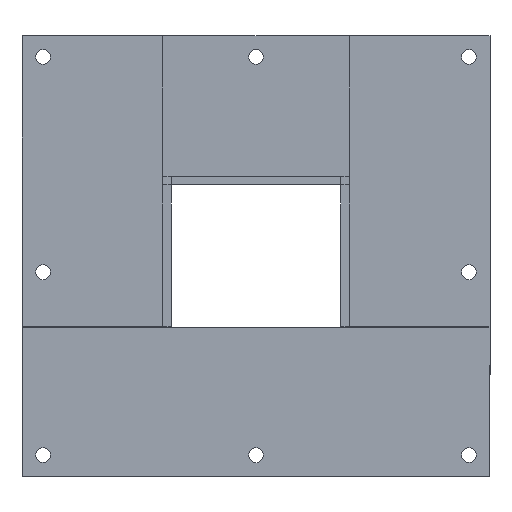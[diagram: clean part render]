
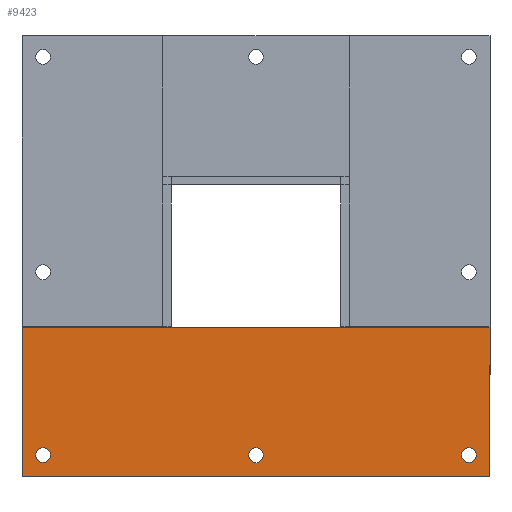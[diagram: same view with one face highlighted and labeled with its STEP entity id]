
A CAD part, left-side view. The second image highlights one B-rep face of the part: STEP entity #9423.
In plain terms, the highlighted planar face has unit normal (-1, 0, 0).
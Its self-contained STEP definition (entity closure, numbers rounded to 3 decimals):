
#735=LINE('',#15153,#1267);
#840=LINE('',#15643,#1372);
#841=LINE('',#15645,#1373);
#842=LINE('',#15647,#1374);
#843=LINE('',#15648,#1375);
#844=LINE('',#15649,#1376);
#1267=VECTOR('',#12329,10.);
#1372=VECTOR('',#12586,10.);
#1373=VECTOR('',#12587,10.);
#1374=VECTOR('',#12588,10.);
#1375=VECTOR('',#12589,10.);
#1376=VECTOR('',#12590,10.);
#1763=FACE_BOUND('',#2965,.T.);
#1764=FACE_BOUND('',#2966,.T.);
#1765=FACE_BOUND('',#2967,.T.);
#2251=FACE_OUTER_BOUND('',#2964,.T.);
#2964=EDGE_LOOP('',(#7323,#7324,#7325,#7326,#7327,#7328));
#2965=EDGE_LOOP('',(#7329));
#2966=EDGE_LOOP('',(#7330));
#2967=EDGE_LOOP('',(#7331));
#3494=CIRCLE('',#10406,5.25);
#3495=CIRCLE('',#10407,5.25);
#3496=CIRCLE('',#10408,5.25);
#4045=VERTEX_POINT('',#15126);
#4053=VERTEX_POINT('',#15146);
#4136=VERTEX_POINT('',#15641);
#4137=VERTEX_POINT('',#15642);
#4138=VERTEX_POINT('',#15644);
#4139=VERTEX_POINT('',#15646);
#4140=VERTEX_POINT('',#15650);
#4141=VERTEX_POINT('',#15652);
#4142=VERTEX_POINT('',#15654);
#5107=EDGE_CURVE('',#4045,#4053,#735,.F.);
#5242=EDGE_CURVE('',#4136,#4137,#840,.T.);
#5243=EDGE_CURVE('',#4138,#4136,#841,.T.);
#5244=EDGE_CURVE('',#4139,#4138,#842,.T.);
#5245=EDGE_CURVE('',#4045,#4139,#843,.T.);
#5246=EDGE_CURVE('',#4137,#4053,#844,.T.);
#5247=EDGE_CURVE('',#4140,#4140,#3494,.T.);
#5248=EDGE_CURVE('',#4141,#4141,#3495,.T.);
#5249=EDGE_CURVE('',#4142,#4142,#3496,.T.);
#7323=ORIENTED_EDGE('',*,*,#5242,.F.);
#7324=ORIENTED_EDGE('',*,*,#5243,.F.);
#7325=ORIENTED_EDGE('',*,*,#5244,.F.);
#7326=ORIENTED_EDGE('',*,*,#5245,.F.);
#7327=ORIENTED_EDGE('',*,*,#5107,.T.);
#7328=ORIENTED_EDGE('',*,*,#5246,.F.);
#7329=ORIENTED_EDGE('',*,*,#5247,.T.);
#7330=ORIENTED_EDGE('',*,*,#5248,.T.);
#7331=ORIENTED_EDGE('',*,*,#5249,.T.);
#8279=PLANE('',#10405);
#9423=ADVANCED_FACE('',(#2251,#1763,#1764,#1765),#8279,.F.);
#10405=AXIS2_PLACEMENT_3D('',#15640,#12584,#12585);
#10406=AXIS2_PLACEMENT_3D('',#15651,#12591,#12592);
#10407=AXIS2_PLACEMENT_3D('',#15653,#12593,#12594);
#10408=AXIS2_PLACEMENT_3D('',#15655,#12595,#12596);
#12329=DIRECTION('',(0.,-1.,0.));
#12584=DIRECTION('center_axis',(1.,0.,0.));
#12585=DIRECTION('ref_axis',(0.,-1.,0.));
#12586=DIRECTION('',(0.,-1.,0.));
#12587=DIRECTION('',(0.,0.,1.));
#12588=DIRECTION('',(0.,1.,0.));
#12589=DIRECTION('',(0.,0.,-1.));
#12590=DIRECTION('',(0.,-1.,0.));
#12591=DIRECTION('center_axis',(1.,0.,0.));
#12592=DIRECTION('ref_axis',(0.,-1.,0.));
#12593=DIRECTION('center_axis',(1.,0.,0.));
#12594=DIRECTION('ref_axis',(0.,-1.,0.));
#12595=DIRECTION('center_axis',(1.,0.,0.));
#12596=DIRECTION('ref_axis',(0.,-1.,0.));
#15126=CARTESIAN_POINT('',(0.,-100.,-228.));
#15146=CARTESIAN_POINT('',(0.,6.,-228.));
#15153=CARTESIAN_POINT('',(0.,-75.,-228.));
#15640=CARTESIAN_POINT('Origin',(0.,66.25,
-281.));
#15641=CARTESIAN_POINT('',(0.,232.5,-228.));
#15642=CARTESIAN_POINT('',(0.,126.5,-228.));
#15643=CARTESIAN_POINT('',(0.,232.5,-228.));
#15644=CARTESIAN_POINT('',(0.,232.5,-334.));
#15645=CARTESIAN_POINT('',(0.,232.5,-334.));
#15646=CARTESIAN_POINT('',(0.,-100.,-334.));
#15647=CARTESIAN_POINT('',(0.,-100.,-334.));
#15648=CARTESIAN_POINT('',(0.,-100.,-228.));
#15649=CARTESIAN_POINT('',(0.,232.5,-228.));
#15650=CARTESIAN_POINT('',(0.,71.5,-319.));
#15651=CARTESIAN_POINT('Origin',(0.,66.25,
-319.));
#15652=CARTESIAN_POINT('',(0.,222.75,-319.));
#15653=CARTESIAN_POINT('Origin',(0.,217.5,-319.));
#15654=CARTESIAN_POINT('',(0.,-79.75,-319.));
#15655=CARTESIAN_POINT('Origin',(0.,-85.,
-319.));
